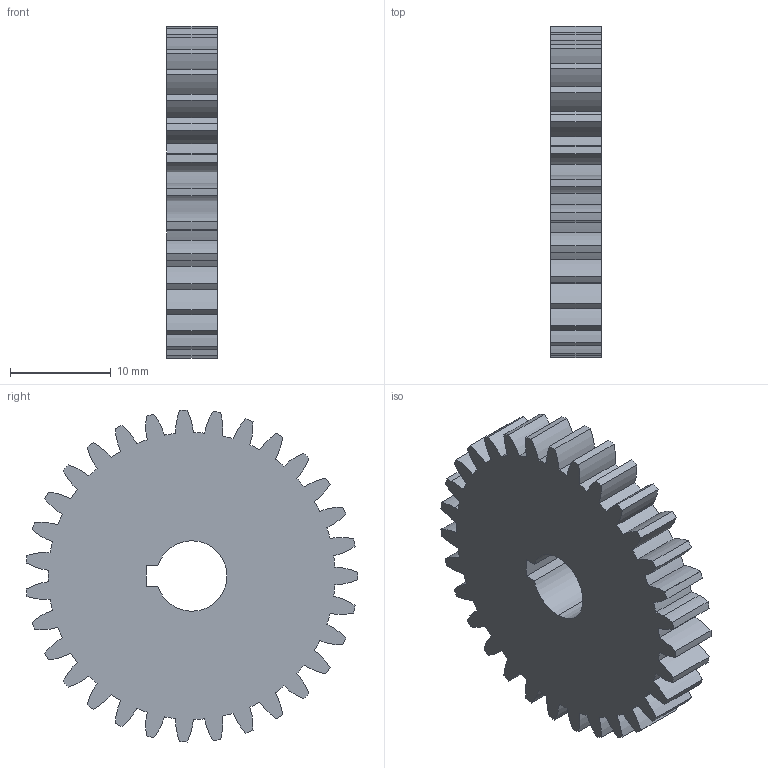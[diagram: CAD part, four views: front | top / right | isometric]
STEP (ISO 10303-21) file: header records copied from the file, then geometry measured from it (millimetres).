
FILE_DESCRIPTION (( 'STEP AP203' ), '1' );
FILE_NAME ('spur gear_iso_ISO - Spur gear 1M 31T 14.5PA 5FW ---S31A75H50L7.0S1_sldprt.STEP', '2021-06-21T10:54:06', ( '' ), ( '' ), 'SwSTEP 2.0', 'SolidWorks 2018', '' );
FILE_SCHEMA (( 'CONFIG_CONTROL_DESIGN' ));
Length unit declared in the file: millimetre
Products named in the file (1): spur gear_iso_ISO - Spur gear 1M 31T 14.5PA 5FW ---S31A75H50L7.0S1_sldprt
Bounding box: 5 x 32.95 x 32.99 mm (x, y, z)
Volume: 3481.9 mm3; surface area: 2531.2 mm2
Topology: 1 solids, 1 shells, 136 faces, 402 edges, 268 vertices
Faces by surface type: cylinder 131, plane 5
Entity records: 4789 total; most frequent: DIRECTION 938, CARTESIAN_POINT 807, ORIENTED_EDGE 804, EDGE_CURVE 402, AXIS2_PLACEMENT_3D 399, VERTEX_POINT 268, CIRCLE 262, VECTOR 140
